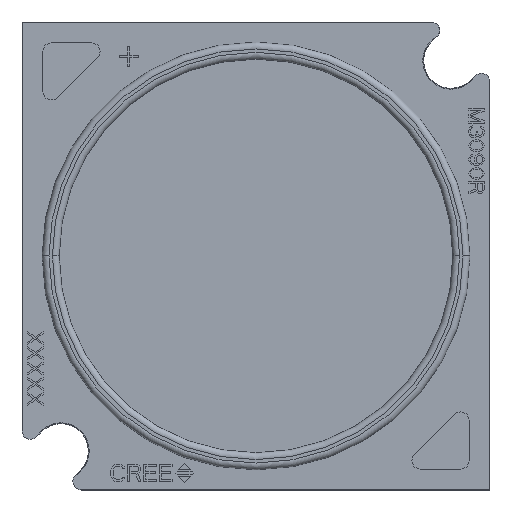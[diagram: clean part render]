
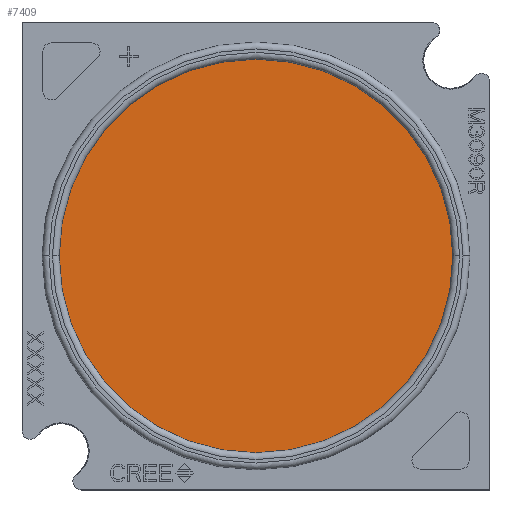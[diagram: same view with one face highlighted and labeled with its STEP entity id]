
A CAD part, top view. The second image highlights one B-rep face of the part: STEP entity #7409.
In plain terms, the highlighted face is planar.
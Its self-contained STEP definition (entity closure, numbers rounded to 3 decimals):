
#7342=CARTESIAN_POINT('',(0.,0.5,0.));
#7343=DIRECTION('',(0.,1.,0.));
#7344=DIRECTION('',(1.,0.,0.));
#7345=AXIS2_PLACEMENT_3D('',#7342,#7343,#7344);
#7347=CARTESIAN_POINT('',(0.,0.5,0.));
#7348=DIRECTION('',(0.,1.,0.));
#7349=DIRECTION('',(-1.,0.,0.));
#7350=AXIS2_PLACEMENT_3D('',#7347,#7348,#7349);
#7356=CARTESIAN_POINT('',(11.5,0.5,0.));
#7357=CARTESIAN_POINT('',(-11.5,0.5,0.));
#7358=VERTEX_POINT('',#7356);
#7359=VERTEX_POINT('',#7357);
#7400=CARTESIAN_POINT('',(0.,0.5,0.));
#7401=DIRECTION('',(0.,1.,0.));
#7402=DIRECTION('',(1.,0.,0.));
#7403=AXIS2_PLACEMENT_3D('',#7400,#7401,#7402);
#7404=PLANE('',#7403);
#7405=ORIENTED_EDGE('',*,*,#7380,.F.);
#7406=ORIENTED_EDGE('',*,*,#7394,.F.);
#7407=EDGE_LOOP('',(#7405,#7406));
#7408=FACE_OUTER_BOUND('',#7407,.F.);
#7409=ADVANCED_FACE('',(#7408),#7404,.T.);
#7346=CIRCLE('',#7345,11.5);
#7351=CIRCLE('',#7350,11.5);
#7380=EDGE_CURVE('',#7358,#7359,#7346,.T.);
#7394=EDGE_CURVE('',#7359,#7358,#7351,.T.);
